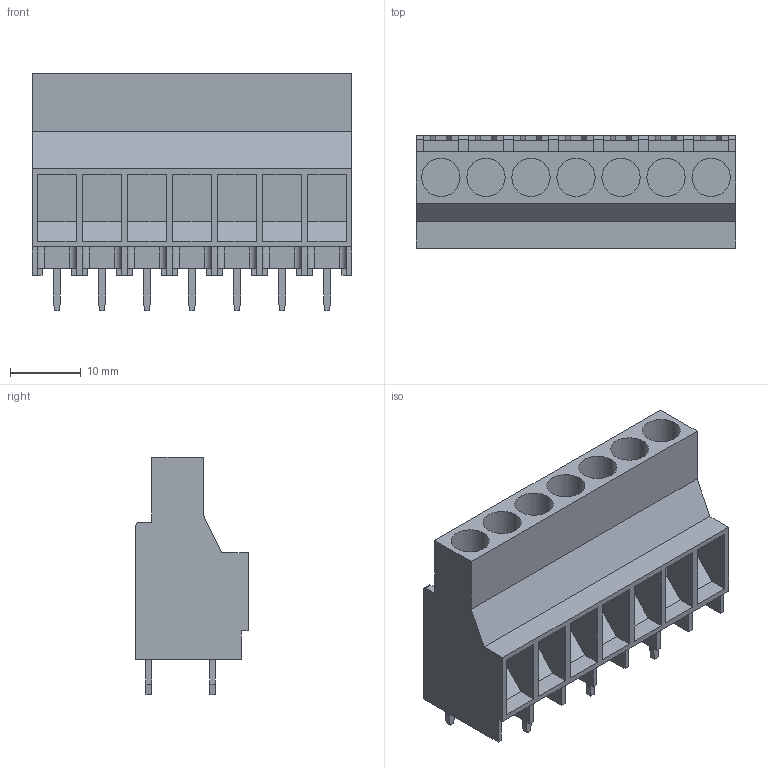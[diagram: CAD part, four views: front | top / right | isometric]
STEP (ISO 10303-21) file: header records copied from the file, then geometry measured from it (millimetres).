
FILE_DESCRIPTION(('CATIA V5 STEP Exchange','CAx-IF Rec.Pracs.--- Model Styling and Organization---1.2---2011-12-15'),'2;1');
FILE_NAME ('D1451353_0_1356890000_1356890000.stp','2018-09-20T15:38:01+00:00',('none'),('Weidmueller'),'CATIA Version 5-6 Release 2014','CATIA V5 STEP AP214','none');
FILE_SCHEMA(('AUTOMOTIVE_DESIGN { 1 0 10303 214 1 1 1 1 }'));
Length unit declared in the file: millimetre
Products named in the file (1): 1356890000
Bounding box: 45.05 x 15.85 x 33.5 mm (x, y, z)
Volume: 12093.9 mm3; surface area: 6892.7 mm2
Topology: 8 solids, 8 shells, 294 faces, 792 edges, 528 vertices
Faces by surface type: plane 258, cylinder 36
Entity records: 8428 total; most frequent: ORIENTED_EDGE 1584, CARTESIAN_POINT 1493, DIRECTION 1136, EDGE_CURVE 792, VECTOR 720, LINE 720, VERTEX_POINT 528, EDGE_LOOP 308
